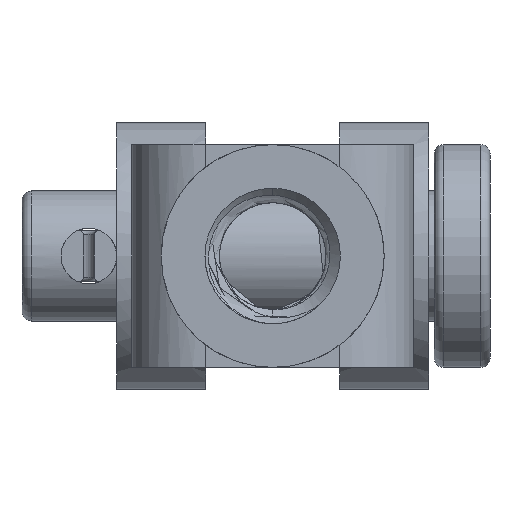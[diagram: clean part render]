
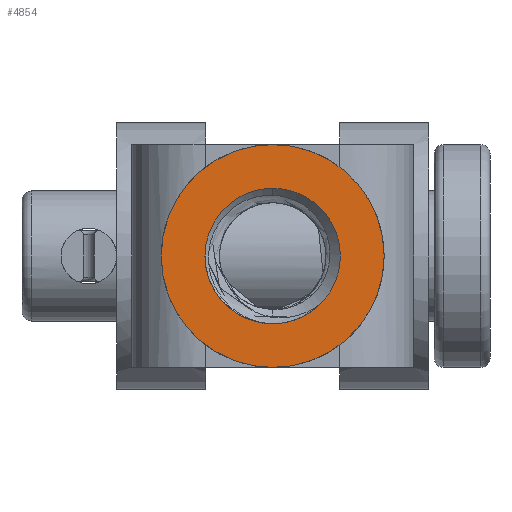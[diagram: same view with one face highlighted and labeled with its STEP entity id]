
A CAD part, front view. The second image highlights one B-rep face of the part: STEP entity #4854.
In plain terms, the highlighted planar face has unit normal (0, -1, 0).
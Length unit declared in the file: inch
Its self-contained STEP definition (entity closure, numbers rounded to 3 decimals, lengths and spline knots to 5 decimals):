
#5 = DIRECTION ( 'NONE',  ( 0., 0., 1. ) ) ;
#67 = DIRECTION ( 'NONE',  ( 0., 1., 0. ) ) ;
#75 = ORIENTED_EDGE ( 'NONE', *, *, #6493, .T. ) ;
#225 = CARTESIAN_POINT ( 'NONE',  ( 0.06718, -0.78125, -0.06718 ) ) ;
#314 = DIRECTION ( 'NONE',  ( 0., 0., 1. ) ) ;
#330 = DIRECTION ( 'NONE',  ( 0., 1., 0. ) ) ;
#337 = FACE_BOUND ( 'NONE', #4404, .T. ) ;
#413 = DIRECTION ( 'NONE',  ( 0., 1., 0. ) ) ;
#425 = CARTESIAN_POINT ( 'NONE',  ( 0., -0.78125, 0.095 ) ) ;
#527 = CARTESIAN_POINT ( 'NONE',  ( 0., -0.78125, -0.095 ) ) ;
#644 = B_SPLINE_CURVE_WITH_KNOTS ( 'NONE', 3,
 ( #5832, #3293, #5787, #5356 ),
 .UNSPECIFIED., .F., .F.,
 ( 4, 4 ),
 ( 0., 0.00063 ),
 .UNSPECIFIED. ) ;
#716 = VERTEX_POINT ( 'NONE', #225 ) ;
#767 = CARTESIAN_POINT ( 'NONE',  ( 0., -0.78125, -0.15625 ) ) ;
#856 = DIRECTION ( 'NONE',  ( 0., 0., 1. ) ) ;
#903 = DIRECTION ( 'NONE',  ( 0., 1., 0. ) ) ;
#1290 = AXIS2_PLACEMENT_3D ( 'NONE', #3434, #413, #6443 ) ;
#1300 = AXIS2_PLACEMENT_3D ( 'NONE', #2294, #3354, #314 ) ;
#1402 = CARTESIAN_POINT ( 'NONE',  ( 0., -0.78125, -0.15625 ) ) ;
#1417 = VERTEX_POINT ( 'NONE', #425 ) ;
#1660 = VERTEX_POINT ( 'NONE', #527 ) ;
#1798 = CARTESIAN_POINT ( 'NONE',  ( 0., -0.78125, 0. ) ) ;
#1800 = CIRCLE ( 'NONE', #3732, 0.095 ) ;
#1881 = EDGE_CURVE ( 'NONE', #716, #1660, #1800, .T. ) ;
#2034 = CARTESIAN_POINT ( 'NONE',  ( 0., -0.78125, 0. ) ) ;
#2294 = CARTESIAN_POINT ( 'NONE',  ( 0., -0.78125, 0. ) ) ;
#2537 = ORIENTED_EDGE ( 'NONE', *, *, #5975, .T. ) ;
#2608 = ORIENTED_EDGE ( 'NONE', *, *, #6020, .F. ) ;
#2762 = EDGE_LOOP ( 'NONE', ( #3156, #3243 ) ) ;
#2786 = CARTESIAN_POINT ( 'NONE',  ( 0.08227, -0.78125, -0.0475 ) ) ;
#3106 = CIRCLE ( 'NONE', #1300, 0.095 ) ;
#3108 = AXIS2_PLACEMENT_3D ( 'NONE', #6165, #3134, #3644 ) ;
#3134 = DIRECTION ( 'NONE',  ( 0., 1., 0. ) ) ;
#3156 = ORIENTED_EDGE ( 'NONE', *, *, #4409, .F. ) ;
#3159 = CIRCLE ( 'NONE', #1290, 0.15625 ) ;
#3243 = ORIENTED_EDGE ( 'NONE', *, *, #4192, .F. ) ;
#3245 = FACE_OUTER_BOUND ( 'NONE', #2762, .T. ) ;
#3293 = CARTESIAN_POINT ( 'NONE',  ( 0.07308, -0.78125, -0.06127 ) ) ;
#3354 = DIRECTION ( 'NONE',  ( 0., 1., 0. ) ) ;
#3434 = CARTESIAN_POINT ( 'NONE',  ( 0., -0.78125, 0. ) ) ;
#3644 = DIRECTION ( 'NONE',  ( 0., 0., 1. ) ) ;
#3732 = AXIS2_PLACEMENT_3D ( 'NONE', #1798, #330, #5827 ) ;
#4192 = EDGE_CURVE ( 'NONE', #4805, #5685, #3159, .T. ) ;
#4404 = EDGE_LOOP ( 'NONE', ( #75, #2537, #2608, #6060 ) ) ;
#4409 = EDGE_CURVE ( 'NONE', #5685, #4805, #5605, .T. ) ;
#4451 = CARTESIAN_POINT ( 'NONE',  ( 0., -0.78125, 0.15625 ) ) ;
#4637 = VERTEX_POINT ( 'NONE', #2786 ) ;
#4678 = CIRCLE ( 'NONE', #3108, 0.095 ) ;
#4805 = VERTEX_POINT ( 'NONE', #767 ) ;
#4854 = ADVANCED_FACE ( 'NONE', ( #337, #3245 ), #4899, .F. ) ;
#4899 = PLANE ( 'NONE',  #5378 ) ;
#5356 = CARTESIAN_POINT ( 'NONE',  ( 0.08227, -0.78125, -0.0475 ) ) ;
#5378 = AXIS2_PLACEMENT_3D ( 'NONE', #1402, #903, #856 ) ;
#5605 = CIRCLE ( 'NONE', #5766, 0.15625 ) ;
#5685 = VERTEX_POINT ( 'NONE', #4451 ) ;
#5766 = AXIS2_PLACEMENT_3D ( 'NONE', #2034, #67, #5 ) ;
#5787 = CARTESIAN_POINT ( 'NONE',  ( 0.07811, -0.78125, -0.05471 ) ) ;
#5827 = DIRECTION ( 'NONE',  ( 0., 0., 1. ) ) ;
#5832 = CARTESIAN_POINT ( 'NONE',  ( 0.06718, -0.78125, -0.06718 ) ) ;
#5975 = EDGE_CURVE ( 'NONE', #1417, #4637, #3106, .T. ) ;
#6020 = EDGE_CURVE ( 'NONE', #716, #4637, #644, .T. ) ;
#6060 = ORIENTED_EDGE ( 'NONE', *, *, #1881, .T. ) ;
#6165 = CARTESIAN_POINT ( 'NONE',  ( 0., -0.78125, 0. ) ) ;
#6443 = DIRECTION ( 'NONE',  ( 0., 0., 1. ) ) ;
#6493 = EDGE_CURVE ( 'NONE', #1660, #1417, #4678, .T. ) ;
